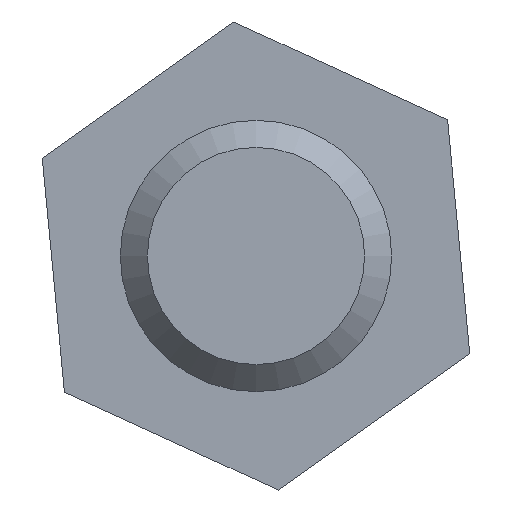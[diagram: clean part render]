
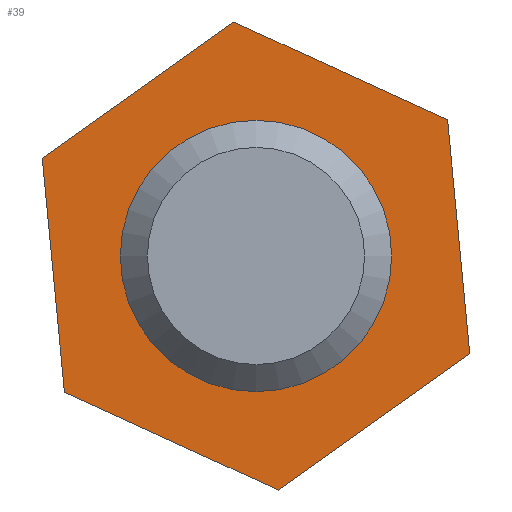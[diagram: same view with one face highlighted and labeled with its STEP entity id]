
A CAD part, left-side view. The second image highlights one B-rep face of the part: STEP entity #39.
In plain terms, the highlighted planar face has unit normal (-1, 0, 0).
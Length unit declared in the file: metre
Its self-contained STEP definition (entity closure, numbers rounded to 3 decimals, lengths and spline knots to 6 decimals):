
#39 = ADVANCED_FACE( '', ( #81, #82 ), #83, .F. );
#81 = FACE_BOUND( '', #124, .T. );
#82 = FACE_OUTER_BOUND( '', #125, .T. );
#83 = PLANE( '', #126 );
#124 = EDGE_LOOP( '', ( #168 ) );
#125 = EDGE_LOOP( '', ( #169, #170, #171, #172, #173, #174 ) );
#126 = AXIS2_PLACEMENT_3D( '', #175, #176, #177 );
#168 = ORIENTED_EDGE( '', *, *, #241, .T. );
#169 = ORIENTED_EDGE( '', *, *, #248, .F. );
#170 = ORIENTED_EDGE( '', *, *, #249, .F. );
#171 = ORIENTED_EDGE( '', *, *, #250, .F. );
#172 = ORIENTED_EDGE( '', *, *, #243, .F. );
#173 = ORIENTED_EDGE( '', *, *, #251, .F. );
#174 = ORIENTED_EDGE( '', *, *, #252, .F. );
#175 = CARTESIAN_POINT( '', ( 0.149879, 2.712798, 0.843719 ) );
#176 = DIRECTION( '', ( 1., 0., 0. ) );
#177 = DIRECTION( '', ( 0., 1., 0. ) );
#241 = EDGE_CURVE( '', #274, #274, #275, .T. );
#243 = EDGE_CURVE( '', #277, #278, #279, .T. );
#248 = EDGE_CURVE( '', #286, #287, #288, .T. );
#249 = EDGE_CURVE( '', #289, #286, #290, .T. );
#250 = EDGE_CURVE( '', #278, #289, #291, .T. );
#251 = EDGE_CURVE( '', #292, #277, #293, .T. );
#252 = EDGE_CURVE( '', #287, #292, #294, .T. );
#274 = VERTEX_POINT( '', #321 );
#275 = CIRCLE( '', #322, 0.0127 );
#277 = VERTEX_POINT( '', #324 );
#278 = VERTEX_POINT( '', #325 );
#279 = LINE( '', #326, #327 );
#286 = VERTEX_POINT( '', #337 );
#287 = VERTEX_POINT( '', #338 );
#288 = LINE( '', #339, #340 );
#289 = VERTEX_POINT( '', #341 );
#290 = LINE( '', #342, #343 );
#291 = LINE( '', #344, #345 );
#292 = VERTEX_POINT( '', #346 );
#293 = LINE( '', #347, #348 );
#294 = LINE( '', #349, #350 );
#321 = CARTESIAN_POINT( '', ( 0.149879, 2.725498, 0.843719 ) );
#322 = AXIS2_PLACEMENT_3D( '', #386, #387, #388 );
#324 = CARTESIAN_POINT( '', ( 0.149879, 2.692796, 0.834566 ) );
#325 = CARTESIAN_POINT( '', ( 0.149879, 2.710724, 0.82182 ) );
#326 = CARTESIAN_POINT( '', ( 0.149879, 2.70176, 0.828193 ) );
#327 = VECTOR( '', #389, 1. );
#337 = CARTESIAN_POINT( '', ( 0.149879, 2.7328, 0.852872 ) );
#338 = CARTESIAN_POINT( '', ( 0.149879, 2.714872, 0.865618 ) );
#339 = CARTESIAN_POINT( '', ( 0.149879, 2.723836, 0.859245 ) );
#340 = VECTOR( '', #393, 1. );
#341 = CARTESIAN_POINT( '', ( 0.149879, 2.730726, 0.830973 ) );
#342 = CARTESIAN_POINT( '', ( 0.149879, 2.731763, 0.841923 ) );
#343 = VECTOR( '', #394, 1. );
#344 = CARTESIAN_POINT( '', ( 0.149879, 2.720725, 0.826397 ) );
#345 = VECTOR( '', #395, 1. );
#346 = CARTESIAN_POINT( '', ( 0.149879, 2.69487, 0.856465 ) );
#347 = CARTESIAN_POINT( '', ( 0.149879, 2.693833, 0.845515 ) );
#348 = VECTOR( '', #396, 1. );
#349 = CARTESIAN_POINT( '', ( 0.149879, 2.704871, 0.861042 ) );
#350 = VECTOR( '', #397, 1. );
#386 = CARTESIAN_POINT( '', ( 0.149879, 2.712798, 0.843719 ) );
#387 = DIRECTION( '', ( 1., 0., 0. ) );
#388 = DIRECTION( '', ( 0., 1., 0. ) );
#389 = DIRECTION( '', ( 0., 0.815, -0.579 ) );
#393 = DIRECTION( '', ( 0., -0.815, 0.579 ) );
#394 = DIRECTION( '', ( 0., 0.094, 0.996 ) );
#395 = DIRECTION( '', ( 0., 0.909, 0.416 ) );
#396 = DIRECTION( '', ( 0., -0.094, -0.996 ) );
#397 = DIRECTION( '', ( 0., -0.909, -0.416 ) );
